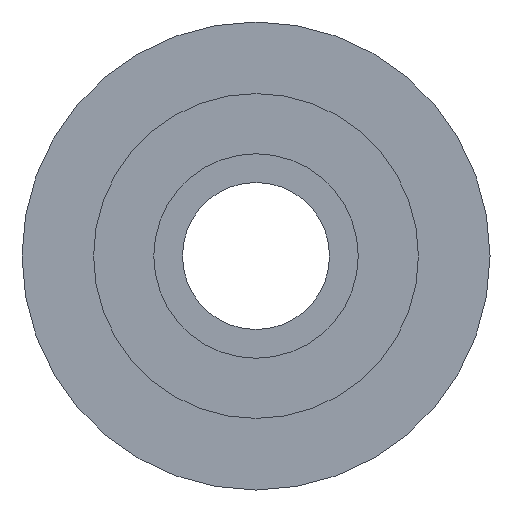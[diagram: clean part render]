
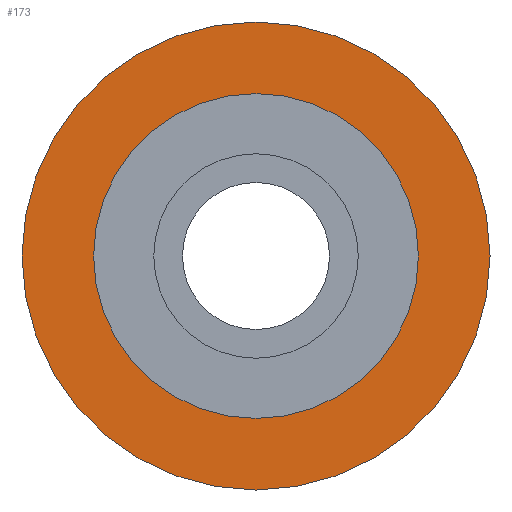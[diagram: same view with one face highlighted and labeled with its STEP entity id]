
A CAD part, front view. The second image highlights one B-rep face of the part: STEP entity #173.
In plain terms, the highlighted planar face has unit normal (0, -1, 0).
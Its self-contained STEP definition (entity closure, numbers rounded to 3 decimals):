
#25=FACE_BOUND('',#58,.T.);
#39=FACE_OUTER_BOUND('',#57,.T.);
#57=EDGE_LOOP('',(#127));
#58=EDGE_LOOP('',(#128));
#81=CIRCLE('',#193,3.28);
#82=CIRCLE('',#195,4.725);
#95=VERTEX_POINT('',#284);
#96=VERTEX_POINT('',#287);
#109=EDGE_CURVE('',#95,#95,#81,.T.);
#110=EDGE_CURVE('',#96,#96,#82,.T.);
#127=ORIENTED_EDGE('',*,*,#110,.T.);
#128=ORIENTED_EDGE('',*,*,#109,.T.);
#149=PLANE('',#194);
#173=ADVANCED_FACE('',(#39,#25),#149,.F.);
#193=AXIS2_PLACEMENT_3D('',#285,#231,#232);
#194=AXIS2_PLACEMENT_3D('',#286,#233,#234);
#195=AXIS2_PLACEMENT_3D('',#288,#235,#236);
#231=DIRECTION('center_axis',(0.,1.,0.));
#232=DIRECTION('ref_axis',(1.,0.,0.));
#233=DIRECTION('center_axis',(0.,1.,0.));
#234=DIRECTION('ref_axis',(0.,0.,1.));
#235=DIRECTION('center_axis',(0.,-1.,0.));
#236=DIRECTION('ref_axis',(1.,0.,0.));
#284=CARTESIAN_POINT('',(-3.28,0.,0.));
#285=CARTESIAN_POINT('Origin',(0.,0.,0.));
#286=CARTESIAN_POINT('Origin',(0.,0.,0.));
#287=CARTESIAN_POINT('',(-4.725,0.,0.));
#288=CARTESIAN_POINT('Origin',(0.,0.,0.));
